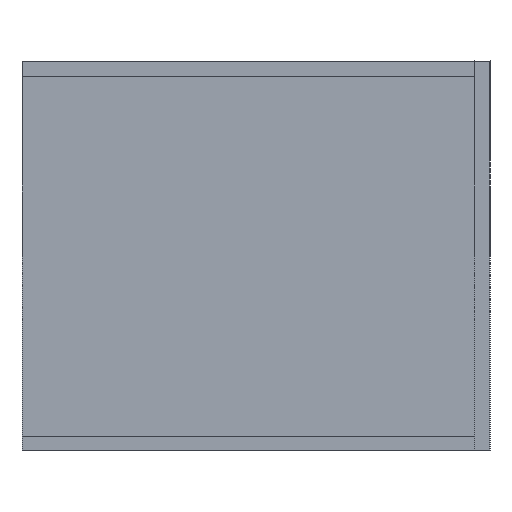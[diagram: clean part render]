
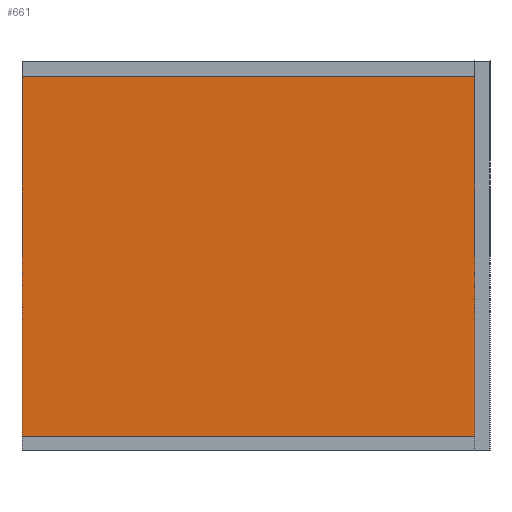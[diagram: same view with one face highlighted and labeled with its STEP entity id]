
A CAD part, left-side view. The second image highlights one B-rep face of the part: STEP entity #661.
In plain terms, the highlighted planar face has unit normal (-1, 0, 0).
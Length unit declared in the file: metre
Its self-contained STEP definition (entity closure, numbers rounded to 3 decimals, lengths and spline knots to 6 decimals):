
#164=ORIENTED_EDGE('',*,*,#252,.F.);
#165=ORIENTED_EDGE('',*,*,#256,.F.);
#166=ORIENTED_EDGE('',*,*,#259,.T.);
#167=ORIENTED_EDGE('',*,*,#262,.F.);
#252=EDGE_CURVE('',#316,#317,#392,.T.);
#256=EDGE_CURVE('',#320,#316,#396,.T.);
#259=EDGE_CURVE('',#320,#322,#399,.T.);
#262=EDGE_CURVE('',#317,#322,#402,.T.);
#316=VERTEX_POINT('',#1121);
#317=VERTEX_POINT('',#1122);
#320=VERTEX_POINT('',#1130);
#322=VERTEX_POINT('',#1136);
#392=LINE('',#1120,#476);
#396=LINE('',#1129,#480);
#399=LINE('',#1135,#483);
#402=LINE('',#1141,#486);
#476=VECTOR('',#935,1.);
#480=VECTOR('',#941,1.);
#483=VECTOR('',#946,1.);
#486=VECTOR('',#951,1.);
#535=EDGE_LOOP('',(#164,#165,#166,#167));
#577=FACE_BOUND('',#535,.T.);
#619=PLANE('',#793);
#661=ADVANCED_FACE('',(#577),#619,.T.);
#793=AXIS2_PLACEMENT_3D('',#1144,#955,#956);
#935=DIRECTION('',(0.,0.,1.));
#941=DIRECTION('',(0.,1.,0.));
#946=DIRECTION('',(0.,0.,1.));
#951=DIRECTION('',(0.,-1.,0.));
#955=DIRECTION('',(-1.,0.,0.));
#956=DIRECTION('',(0.,-1.,0.));
#1120=CARTESIAN_POINT('',(-0.35,0.151,-0.12));
#1121=CARTESIAN_POINT('',(-0.35,0.151,-0.24));
#1122=CARTESIAN_POINT('',(-0.35,0.151,0.));
#1129=CARTESIAN_POINT('',(-0.35,0.,-0.24));
#1130=CARTESIAN_POINT('',(-0.35,-0.151,-0.24));
#1135=CARTESIAN_POINT('',(-0.35,-0.151,-0.12));
#1136=CARTESIAN_POINT('',(-0.35,-0.151,0.));
#1141=CARTESIAN_POINT('',(-0.35,0.,0.));
#1144=CARTESIAN_POINT('',(-0.35,0.,-0.125));
